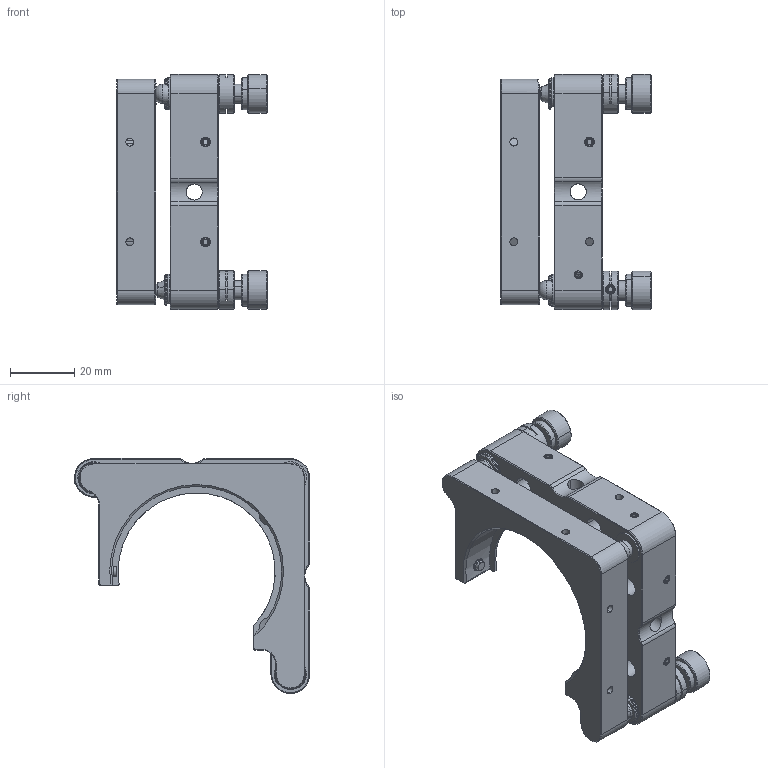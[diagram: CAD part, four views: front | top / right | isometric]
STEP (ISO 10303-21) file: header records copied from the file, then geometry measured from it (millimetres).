
FILE_DESCRIPTION (( 'STEP AP203' ), '1' );
FILE_NAME ('1.1.2.29_ZJK-R2.0-2_光学调整架，右手系开口式，用于φ2英寸光学元件，两轴.STEP', '2023-11-28T01:46:52', ( '' ), ( '' ), 'SwSTEP 2.0', 'SolidWorks 2021', '' );
FILE_SCHEMA (( 'CONFIG_CONTROL_DESIGN' ));
Length unit declared in the file: millimetre
Products named in the file (1): 1.1.2.29_ZJK-R2.0-2_光学调整架，右手系开口式，用于φ2英寸光学元件，两轴
Bounding box: 46.6 x 73.07 x 73 mm (x, y, z)
Surface area: 20599.7 mm2 (no closed solid volume)
Topology: 0 solids, 33 shells, 448 faces, 1192 edges, 764 vertices
Faces by surface type: plane 150, cylinder 144, cone 142, sphere 8, torus 4
Entity records: 15239 total; most frequent: CARTESIAN_POINT 4075, DIRECTION 2421, ORIENTED_EDGE 2121, EDGE_CURVE 1169, AXIS2_PLACEMENT_3D 951, VERTEX_POINT 755, EDGE_LOOP 526, LINE 519
